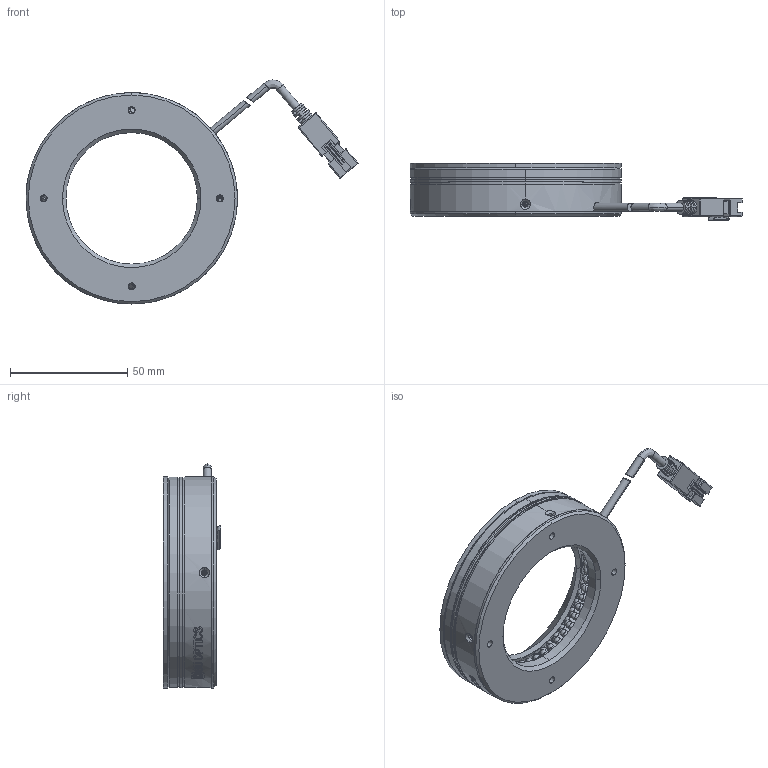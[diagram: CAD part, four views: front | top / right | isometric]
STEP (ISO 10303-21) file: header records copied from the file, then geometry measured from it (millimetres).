
FILE_DESCRIPTION (( 'STEP AP214' ), '1' );
FILE_NAME ('660013-B.STEP', '2019-03-24T07:42:12', ( 'user' ), ( '微软中国' ), 'SwSTEP 2.0', 'SolidWorks 2016', '' );
FILE_SCHEMA (( 'AUTOMOTIVE_DESIGN' ));
Length unit declared in the file: millimetre
Products named in the file (1): 660013-B
Bounding box: 141.36 x 24.5 x 95.4 mm (x, y, z)
Volume: 48891 mm3; surface area: 57279.5 mm2
Topology: 156 solids, 156 shells, 2970 faces, 7140 edges, 4638 vertices
Faces by surface type: plane 1958, cylinder 768, bspline 177, cone 67
Entity records: 122490 total; most frequent: CARTESIAN_POINT 19578, DIRECTION 14095, ORIENTED_EDGE 13640, EDGE_CURVE 6820, VECTOR 4757, LINE 4757, AXIS2_PLACEMENT_3D 4669, VERTEX_POINT 4638
